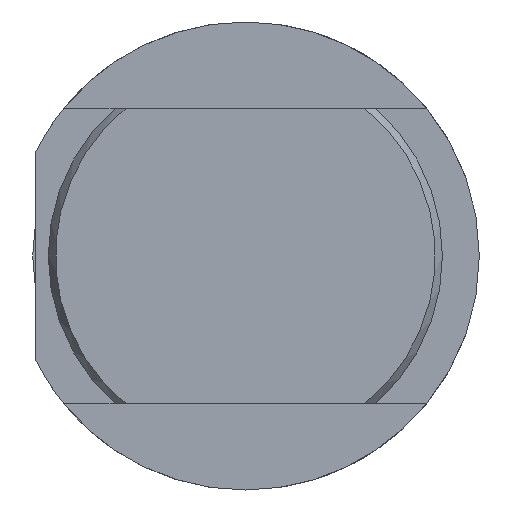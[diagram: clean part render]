
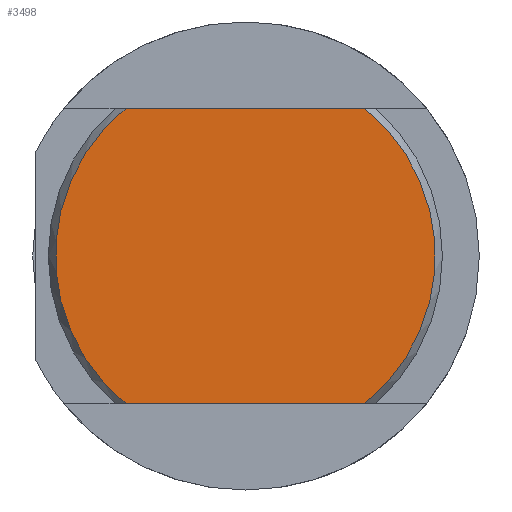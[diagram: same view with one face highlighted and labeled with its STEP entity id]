
A CAD part, left-side view. The second image highlights one B-rep face of the part: STEP entity #3498.
In plain terms, the highlighted planar face has unit normal (-1, 0, 0).
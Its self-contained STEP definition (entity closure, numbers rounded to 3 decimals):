
#34 = VECTOR ( 'NONE', #1822, 1000. ) ;
#67 = CIRCLE ( 'NONE', #2208, 7.711 ) ;
#101 = VECTOR ( 'NONE', #1929, 1000. ) ;
#107 = LINE ( 'NONE', #1839, #34 ) ;
#108 = CIRCLE ( 'NONE', #2111, 7.711 ) ;
#112 = LINE ( 'NONE', #1849, #101 ) ;
#172 = EDGE_LOOP ( 'NONE', ( #829, #828, #827, #826 ) ) ;
#627 = EDGE_CURVE ( 'NONE', #1751, #1753, #108, .T. ) ;
#642 = EDGE_CURVE ( 'NONE', #1755, #1753, #112, .T. ) ;
#643 = EDGE_CURVE ( 'NONE', #1751, #1635, #107, .T. ) ;
#648 = EDGE_CURVE ( 'NONE', #1755, #1635, #67, .T. ) ;
#826 = ORIENTED_EDGE ( 'NONE', *, *, #642, .F. ) ;
#827 = ORIENTED_EDGE ( 'NONE', *, *, #627, .T. ) ;
#828 = ORIENTED_EDGE ( 'NONE', *, *, #643, .F. ) ;
#829 = ORIENTED_EDGE ( 'NONE', *, *, #648, .T. ) ;
#1060 = FACE_OUTER_BOUND ( 'NONE', #172, .T. ) ;
#1635 = VERTEX_POINT ( 'NONE', #2360 ) ;
#1751 = VERTEX_POINT ( 'NONE', #2469 ) ;
#1753 = VERTEX_POINT ( 'NONE', #2471 ) ;
#1755 = VERTEX_POINT ( 'NONE', #2473 ) ;
#1822 = DIRECTION ( 'NONE',  ( 0., -1., 0. ) ) ;
#1839 = CARTESIAN_POINT ( 'NONE',  ( 0., 7.365, 6. ) ) ;
#1849 = CARTESIAN_POINT ( 'NONE',  ( 0., 7.365, -6. ) ) ;
#1854 = DIRECTION ( 'NONE',  ( -1., 0., 0. ) ) ;
#1898 = DIRECTION ( 'NONE',  ( -1., 0., 0. ) ) ;
#1899 = CARTESIAN_POINT ( 'NONE',  ( 0., 0., 0. ) ) ;
#1907 = DIRECTION ( 'NONE',  ( 0., 0., -1. ) ) ;
#1928 = CARTESIAN_POINT ( 'NONE',  ( 0., 0., 0. ) ) ;
#1929 = DIRECTION ( 'NONE',  ( 0., 1., 0. ) ) ;
#1933 = DIRECTION ( 'NONE',  ( 0., 0., -1. ) ) ;
#2111 = AXIS2_PLACEMENT_3D ( 'NONE', #1899, #1898, #1907 ) ;
#2141 = AXIS2_PLACEMENT_3D ( 'NONE', #2586, #2589, #2590 ) ;
#2208 = AXIS2_PLACEMENT_3D ( 'NONE', #1928, #1854, #1933 ) ;
#2360 = CARTESIAN_POINT ( 'NONE',  ( 0., -4.844, 6. ) ) ;
#2469 = CARTESIAN_POINT ( 'NONE',  ( 0., 4.844, 6. ) ) ;
#2471 = CARTESIAN_POINT ( 'NONE',  ( 0., 4.844, -6. ) ) ;
#2473 = CARTESIAN_POINT ( 'NONE',  ( 0., -4.844, -6. ) ) ;
#2586 = CARTESIAN_POINT ( 'NONE',  ( 0., 0., 0. ) ) ;
#2587 = PLANE ( 'NONE',  #2141 ) ;
#2589 = DIRECTION ( 'NONE',  ( 1., 0., 0. ) ) ;
#2590 = DIRECTION ( 'NONE',  ( 0., 0., -1. ) ) ;
#3498 = ADVANCED_FACE ( 'NONE', ( #1060 ), #2587, .F. ) ;
